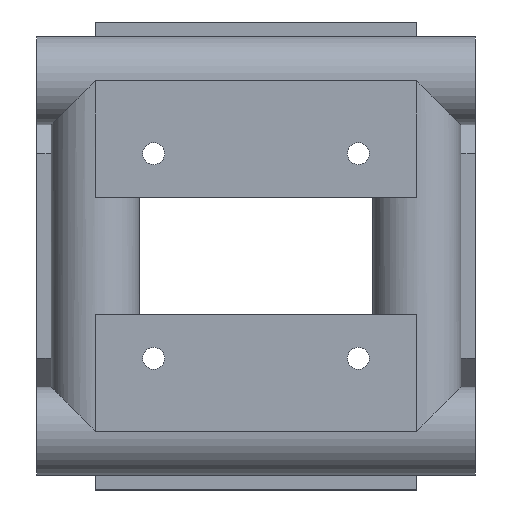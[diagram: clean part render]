
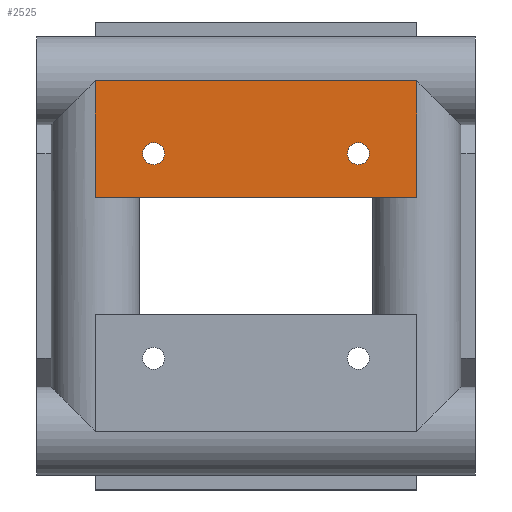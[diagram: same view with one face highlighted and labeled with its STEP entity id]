
A CAD part, left-side view. The second image highlights one B-rep face of the part: STEP entity #2525.
In plain terms, the highlighted face is planar.
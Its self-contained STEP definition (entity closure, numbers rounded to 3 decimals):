
#211=LINE('',#5325,#379);
#212=LINE('',#5327,#380);
#213=LINE('',#5329,#381);
#214=LINE('',#5330,#382);
#379=VECTOR('',#3546,10.);
#380=VECTOR('',#3547,10.);
#381=VECTOR('',#3548,10.);
#382=VECTOR('',#3549,10.);
#647=PLANE('',#2943);
#769=FACE_BOUND('',#1148,.T.);
#770=FACE_BOUND('',#1149,.T.);
#909=FACE_OUTER_BOUND('',#1147,.T.);
#1147=EDGE_LOOP('',(#2167,#2168,#2169,#2170));
#1148=EDGE_LOOP('',(#2171));
#1149=EDGE_LOOP('',(#2172));
#1268=CIRCLE('',#2939,7.5);
#1270=CIRCLE('',#2942,7.5);
#1444=VERTEX_POINT('',#5315);
#1446=VERTEX_POINT('',#5320);
#1447=VERTEX_POINT('',#5323);
#1448=VERTEX_POINT('',#5324);
#1449=VERTEX_POINT('',#5326);
#1450=VERTEX_POINT('',#5328);
#1700=EDGE_CURVE('',#1444,#1444,#1268,.T.);
#1702=EDGE_CURVE('',#1446,#1446,#1270,.T.);
#1703=EDGE_CURVE('',#1447,#1448,#211,.T.);
#1704=EDGE_CURVE('',#1449,#1448,#212,.T.);
#1705=EDGE_CURVE('',#1450,#1449,#213,.T.);
#1706=EDGE_CURVE('',#1450,#1447,#214,.T.);
#2167=ORIENTED_EDGE('',*,*,#1703,.T.);
#2168=ORIENTED_EDGE('',*,*,#1704,.F.);
#2169=ORIENTED_EDGE('',*,*,#1705,.F.);
#2170=ORIENTED_EDGE('',*,*,#1706,.T.);
#2171=ORIENTED_EDGE('',*,*,#1700,.T.);
#2172=ORIENTED_EDGE('',*,*,#1702,.T.);
#2525=ADVANCED_FACE('',(#909,#769,#770),#647,.T.);
#2939=AXIS2_PLACEMENT_3D('',#5316,#3536,#3537);
#2942=AXIS2_PLACEMENT_3D('',#5321,#3542,#3543);
#2943=AXIS2_PLACEMENT_3D('',#5322,#3544,#3545);
#3536=DIRECTION('center_axis',(-1.,0.,0.));
#3537=DIRECTION('ref_axis',(0.,0.,-1.));
#3542=DIRECTION('center_axis',(-1.,0.,0.));
#3543=DIRECTION('ref_axis',(0.,0.,-1.));
#3544=DIRECTION('center_axis',(1.,0.,0.));
#3545=DIRECTION('ref_axis',(0.,0.,-1.));
#3546=DIRECTION('',(0.,-1.,0.));
#3547=DIRECTION('',(0.,0.,1.));
#3548=DIRECTION('',(0.,-1.,0.));
#3549=DIRECTION('',(0.,0.,1.));
#5315=CARTESIAN_POINT('',(5.,-9.85,172.35));
#5316=CARTESIAN_POINT('Origin',(5.,-9.85,179.85));
#5320=CARTESIAN_POINT('',(5.,-9.85,32.35));
#5321=CARTESIAN_POINT('Origin',(5.,-9.85,39.85));
#5322=CARTESIAN_POINT('Origin',(5.,40.,0.));
#5323=CARTESIAN_POINT('',(5.,40.,219.7));
#5324=CARTESIAN_POINT('',(5.,-40.,219.7));
#5325=CARTESIAN_POINT('',(5.,20.,219.7));
#5326=CARTESIAN_POINT('',(5.,-40.,0.));
#5327=CARTESIAN_POINT('',(5.,-40.,0.));
#5328=CARTESIAN_POINT('',(5.,40.,0.));
#5329=CARTESIAN_POINT('',(5.,20.,0.));
#5330=CARTESIAN_POINT('',(5.,40.,0.));
